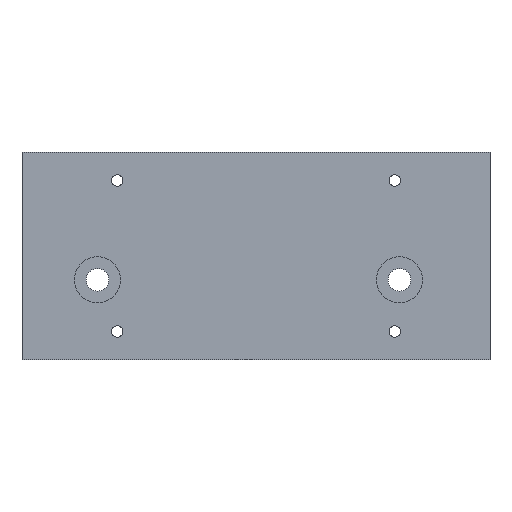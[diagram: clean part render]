
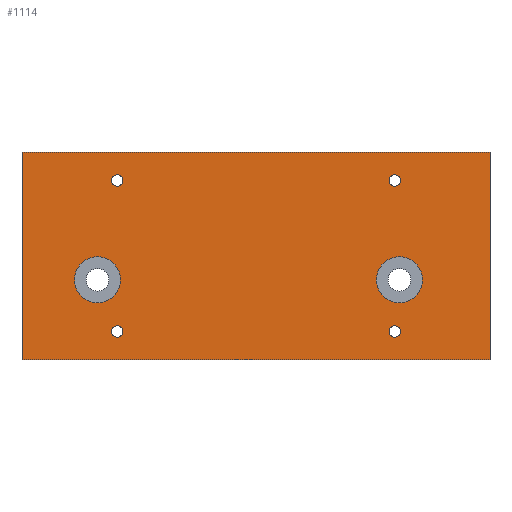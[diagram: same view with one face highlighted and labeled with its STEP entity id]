
A CAD part, front view. The second image highlights one B-rep face of the part: STEP entity #1114.
In plain terms, the highlighted planar face has unit normal (0, -1, 0).
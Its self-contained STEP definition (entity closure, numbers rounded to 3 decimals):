
#39=FACE_BOUND('',#225,.T.);
#40=FACE_BOUND('',#226,.T.);
#41=FACE_BOUND('',#227,.T.);
#42=FACE_BOUND('',#228,.T.);
#43=FACE_BOUND('',#229,.T.);
#44=FACE_BOUND('',#230,.T.);
#46=CIRCLE('',#1134,6.1);
#49=CIRCLE('',#1139,6.1);
#65=CIRCLE('',#1178,1.51);
#66=CIRCLE('',#1183,1.5);
#67=CIRCLE('',#1189,1.5);
#68=CIRCLE('',#1194,1.5);
#140=FACE_OUTER_BOUND('',#224,.T.);
#224=EDGE_LOOP('',(#997,#998,#999,#1000));
#225=EDGE_LOOP('',(#1001));
#226=EDGE_LOOP('',(#1002));
#227=EDGE_LOOP('',(#1003));
#228=EDGE_LOOP('',(#1004));
#229=EDGE_LOOP('',(#1005));
#230=EDGE_LOOP('',(#1006));
#328=LINE('',#1751,#448);
#334=LINE('',#1765,#454);
#341=LINE('',#1782,#461);
#349=LINE('',#1796,#469);
#448=VECTOR('',#1440,10.);
#454=VECTOR('',#1454,10.);
#461=VECTOR('',#1471,10.);
#469=VECTOR('',#1485,10.);
#512=VERTEX_POINT('',#1602);
#515=VERTEX_POINT('',#1610);
#547=VERTEX_POINT('',#1708);
#559=VERTEX_POINT('',#1741);
#561=VERTEX_POINT('',#1749);
#562=VERTEX_POINT('',#1750);
#565=VERTEX_POINT('',#1761);
#566=VERTEX_POINT('',#1764);
#570=VERTEX_POINT('',#1778);
#571=VERTEX_POINT('',#1781);
#628=EDGE_CURVE('',#512,#512,#46,.T.);
#631=EDGE_CURVE('',#515,#515,#49,.T.);
#674=EDGE_CURVE('',#547,#547,#65,.T.);
#691=EDGE_CURVE('',#559,#559,#66,.T.);
#694=EDGE_CURVE('',#561,#562,#328,.T.);
#700=EDGE_CURVE('',#565,#565,#67,.T.);
#701=EDGE_CURVE('',#562,#566,#334,.T.);
#708=EDGE_CURVE('',#570,#570,#68,.T.);
#709=EDGE_CURVE('',#566,#571,#341,.T.);
#717=EDGE_CURVE('',#571,#561,#349,.T.);
#997=ORIENTED_EDGE('',*,*,#717,.T.);
#998=ORIENTED_EDGE('',*,*,#694,.T.);
#999=ORIENTED_EDGE('',*,*,#701,.T.);
#1000=ORIENTED_EDGE('',*,*,#709,.T.);
#1001=ORIENTED_EDGE('',*,*,#628,.T.);
#1002=ORIENTED_EDGE('',*,*,#631,.T.);
#1003=ORIENTED_EDGE('',*,*,#674,.F.);
#1004=ORIENTED_EDGE('',*,*,#691,.F.);
#1005=ORIENTED_EDGE('',*,*,#700,.F.);
#1006=ORIENTED_EDGE('',*,*,#708,.F.);
#1054=PLANE('',#1200);
#1114=ADVANCED_FACE('',(#140,#39,#40,#41,#42,#43,#44),#1054,.F.);
#1134=AXIS2_PLACEMENT_3D('',#1603,#1289,#1290);
#1139=AXIS2_PLACEMENT_3D('',#1611,#1299,#1300);
#1178=AXIS2_PLACEMENT_3D('',#1709,#1404,#1405);
#1183=AXIS2_PLACEMENT_3D('',#1742,#1430,#1431);
#1189=AXIS2_PLACEMENT_3D('',#1762,#1450,#1451);
#1194=AXIS2_PLACEMENT_3D('',#1779,#1467,#1468);
#1200=AXIS2_PLACEMENT_3D('',#1799,#1489,#1490);
#1289=DIRECTION('center_axis',(0.,1.,0.));
#1290=DIRECTION('ref_axis',(1.,0.,0.));
#1299=DIRECTION('center_axis',(0.,1.,0.));
#1300=DIRECTION('ref_axis',(1.,0.,0.));
#1404=DIRECTION('center_axis',(0.,-1.,0.));
#1405=DIRECTION('ref_axis',(1.,0.,0.));
#1430=DIRECTION('center_axis',(0.,-1.,0.));
#1431=DIRECTION('ref_axis',(1.,0.,0.));
#1440=DIRECTION('',(-1.,0.,0.));
#1450=DIRECTION('center_axis',(0.,-1.,0.));
#1451=DIRECTION('ref_axis',(1.,0.,0.));
#1454=DIRECTION('',(0.,0.,-1.));
#1467=DIRECTION('center_axis',(0.,-1.,0.));
#1468=DIRECTION('ref_axis',(1.,0.,0.));
#1471=DIRECTION('',(1.,0.,0.));
#1485=DIRECTION('',(0.,0.,1.));
#1489=DIRECTION('center_axis',(0.,1.,0.));
#1490=DIRECTION('ref_axis',(1.,0.,0.));
#1602=CARTESIAN_POINT('',(31.9,0.,-6.));
#1603=CARTESIAN_POINT('Origin',(38.,0.,-6.));
#1610=CARTESIAN_POINT('',(-48.1,0.,-6.));
#1611=CARTESIAN_POINT('Origin',(-42.,0.,-6.));
#1708=CARTESIAN_POINT('',(35.24,0.,20.317));
#1709=CARTESIAN_POINT('Origin',(36.75,0.,20.317));
#1741=CARTESIAN_POINT('',(-38.25,0.,20.317));
#1742=CARTESIAN_POINT('Origin',(-36.75,0.,20.317));
#1749=CARTESIAN_POINT('',(62.,0.,27.802));
#1750=CARTESIAN_POINT('',(-62.,0.,27.802));
#1751=CARTESIAN_POINT('',(62.,0.,27.802));
#1761=CARTESIAN_POINT('',(-38.25,0.,-19.683));
#1762=CARTESIAN_POINT('Origin',(-36.75,0.,-19.683));
#1764=CARTESIAN_POINT('',(-62.,0.,-27.198));
#1765=CARTESIAN_POINT('',(-62.,0.,27.802));
#1778=CARTESIAN_POINT('',(35.25,0.,-19.683));
#1779=CARTESIAN_POINT('Origin',(36.75,0.,-19.683));
#1781=CARTESIAN_POINT('',(62.,0.,-27.198));
#1782=CARTESIAN_POINT('',(-62.,0.,-27.198));
#1796=CARTESIAN_POINT('',(62.,0.,-27.198));
#1799=CARTESIAN_POINT('Origin',(55.5,0.,0.349));
